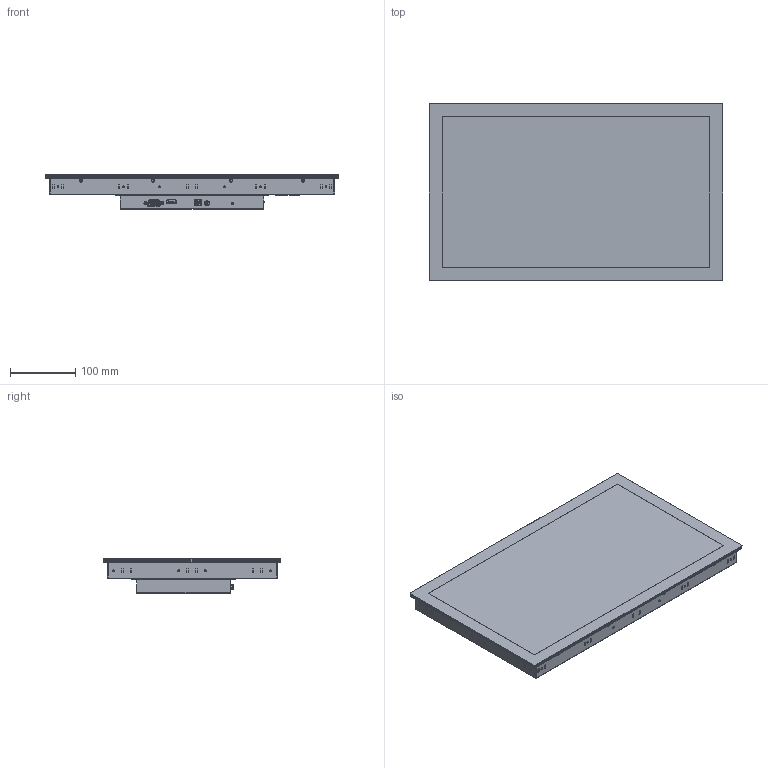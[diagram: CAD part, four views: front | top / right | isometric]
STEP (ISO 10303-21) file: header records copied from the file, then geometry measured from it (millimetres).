
FILE_DESCRIPTION (( 'STEP AP214' ), '1' );
FILE_NAME ('CTM-18W-M-PM-20250528_REV5.STEP', '2025-07-15T18:10:57', ( '' ), ( '' ), 'SwSTEP 2.0', 'SolidWorks 2024', '' );
FILE_SCHEMA (( 'AUTOMOTIVE_DESIGN' ));
Length unit declared in the file: inch
Products named in the file (1): CTM-18W-M-PM-20250528_REV5
Bounding box: 450.36 x 271.44 x 52.44 mm (x, y, z)
Volume: 4174019.6 mm3; surface area: 347384.7 mm2
Topology: 1 solids, 27 shells, 945 faces, 2219 edges, 1446 vertices
Faces by surface type: plane 617, cylinder 248, cone 48, torus 24, sphere 6, bspline 2
Full cylindrical faces by diameter (mm): 2.5 x1, 3 x27, 3.048 x5, 3.2 x8, 8 x1
Entity records: 27221 total; most frequent: CARTESIAN_POINT 5677, DIRECTION 4415, ORIENTED_EDGE 4282, EDGE_CURVE 2141, AXIS2_PLACEMENT_3D 1489, LINE 1437, VECTOR 1437, VERTEX_POINT 1416
